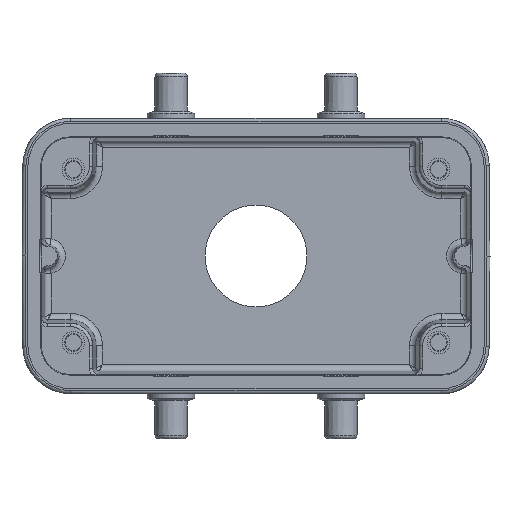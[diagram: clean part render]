
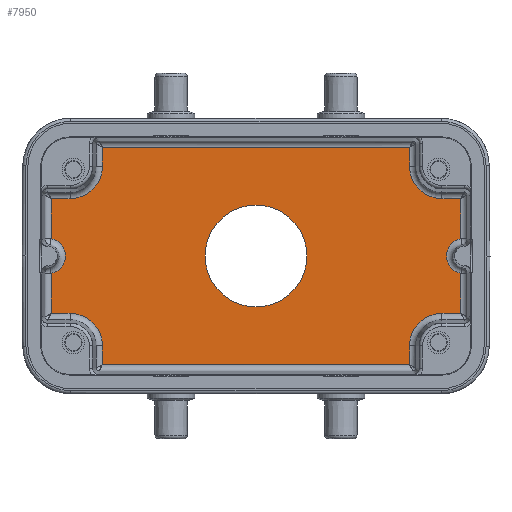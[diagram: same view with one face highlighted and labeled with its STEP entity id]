
A CAD part, front view. The second image highlights one B-rep face of the part: STEP entity #7950.
In plain terms, the highlighted planar face has unit normal (0, -1, 0).
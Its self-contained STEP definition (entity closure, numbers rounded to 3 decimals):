
#1033=CARTESIAN_POINT('',(32.5,19.35,0.));
#1034=DIRECTION('',(0.,-1.,0.));
#1035=DIRECTION('',(-0.2,0.,0.98));
#1036=AXIS2_PLACEMENT_3D('',#1033,#1034,#1035);
#1038=CARTESIAN_POINT('',(29.,19.35,-14.));
#1039=DIRECTION('',(0.,-1.,0.));
#1040=DIRECTION('',(0.,0.,1.));
#1041=AXIS2_PLACEMENT_3D('',#1038,#1039,#1040);
#1043=CARTESIAN_POINT('',(-29.,19.35,-14.));
#1044=DIRECTION('',(0.,-1.,0.));
#1045=DIRECTION('',(1.,0.,0.));
#1046=AXIS2_PLACEMENT_3D('',#1043,#1044,#1045);
#1048=CARTESIAN_POINT('',(-32.5,19.35,0.));
#1049=DIRECTION('',(0.,-1.,0.));
#1050=DIRECTION('',(0.2,0.,-0.98));
#1051=AXIS2_PLACEMENT_3D('',#1048,#1049,#1050);
#1053=CARTESIAN_POINT('',(-29.,19.35,14.));
#1054=DIRECTION('',(0.,-1.,0.));
#1055=DIRECTION('',(0.,0.,-1.));
#1056=AXIS2_PLACEMENT_3D('',#1053,#1054,#1055);
#1058=CARTESIAN_POINT('',(29.,19.35,14.));
#1059=DIRECTION('',(0.,-1.,0.));
#1060=DIRECTION('',(-1.,0.,0.));
#1061=AXIS2_PLACEMENT_3D('',#1058,#1059,#1060);
#1063=CARTESIAN_POINT('',(0.,19.35,0.));
#1064=DIRECTION('',(0.,-1.,0.));
#1065=DIRECTION('',(-1.,0.,0.));
#1066=AXIS2_PLACEMENT_3D('',#1063,#1064,#1065);
#1068=CARTESIAN_POINT('',(0.,19.35,0.));
#1069=DIRECTION('',(0.,-1.,0.));
#1070=DIRECTION('',(1.,0.,0.));
#1071=AXIS2_PLACEMENT_3D('',#1068,#1069,#1070);
#1082=DIRECTION('',(0.,0.,1.));
#1083=VECTOR('',#1082,6.23);
#1084=CARTESIAN_POINT('',(31.947,19.35,2.717));
#1085=LINE('',#1084,#1083);
#1757=DIRECTION('',(0.,0.,-1.));
#1758=VECTOR('',#1757,2.946);
#1759=CARTESIAN_POINT('',(-23.947,19.35,
-14.));
#1760=LINE('',#1759,#1758);
#1784=DIRECTION('',(1.,0.,0.));
#1785=VECTOR('',#1784,2.946);
#1786=CARTESIAN_POINT('',(-31.946,19.35,
-8.946));
#1787=LINE('',#1786,#1785);
#1820=DIRECTION('',(0.,0.,-1.));
#1821=VECTOR('',#1820,6.23);
#1822=CARTESIAN_POINT('',(-31.947,19.35,
-2.717));
#1823=LINE('',#1822,#1821);
#1917=DIRECTION('',(0.,0.,-1.));
#1918=VECTOR('',#1917,6.23);
#1919=CARTESIAN_POINT('',(-31.946,19.35,8.946));
#1920=LINE('',#1919,#1918);
#1948=DIRECTION('',(-1.,0.,0.));
#1949=VECTOR('',#1948,2.946);
#1950=CARTESIAN_POINT('',(-29.,19.35,8.947));
#1951=LINE('',#1950,#1949);
#1975=DIRECTION('',(0.,0.,-1.));
#1976=VECTOR('',#1975,2.946);
#1977=CARTESIAN_POINT('',(-23.946,19.35,16.946));
#1978=LINE('',#1977,#1976);
#2002=DIRECTION('',(-1.,0.,0.));
#2003=VECTOR('',#2002,47.893);
#2004=CARTESIAN_POINT('',(23.946,19.35,16.946));
#2005=LINE('',#2004,#2003);
#2033=DIRECTION('',(0.,0.,1.));
#2034=VECTOR('',#2033,2.946);
#2035=CARTESIAN_POINT('',(23.947,19.35,14.));
#2036=LINE('',#2035,#2034);
#2060=DIRECTION('',(-1.,0.,0.));
#2061=VECTOR('',#2060,2.946);
#2062=CARTESIAN_POINT('',(31.946,19.35,8.946));
#2063=LINE('',#2062,#2061);
#2087=DIRECTION('',(1.,0.,0.));
#2088=VECTOR('',#2087,47.893);
#2089=CARTESIAN_POINT('',(-23.946,19.35,
-16.946));
#2090=LINE('',#2089,#2088);
#2122=DIRECTION('',(0.,0.,1.));
#2123=VECTOR('',#2122,2.946);
#2124=CARTESIAN_POINT('',(23.946,19.35,-16.946));
#2125=LINE('',#2124,#2123);
#2977=DIRECTION('',(0.,0.,1.));
#2978=VECTOR('',#2977,6.23);
#2979=CARTESIAN_POINT('',(31.946,19.35,-8.946));
#2980=LINE('',#2979,#2978);
#3101=DIRECTION('',(1.,0.,0.));
#3102=VECTOR('',#3101,2.946);
#3103=CARTESIAN_POINT('',(29.,19.35,-8.947));
#3104=LINE('',#3103,#3102);
#5567=CARTESIAN_POINT('',(7.95,19.35,0.));
#5568=VERTEX_POINT('',#5567);
#5569=CARTESIAN_POINT('',(-7.95,19.35,0.));
#5570=VERTEX_POINT('',#5569);
#5571=CARTESIAN_POINT('',(31.947,19.35,2.717));
#5572=CARTESIAN_POINT('',(31.946,19.35,8.946));
#5573=VERTEX_POINT('',#5571);
#5574=VERTEX_POINT('',#5572);
#5575=CARTESIAN_POINT('',(31.946,19.35,-2.717));
#5576=VERTEX_POINT('',#5575);
#5577=CARTESIAN_POINT('',(31.946,19.35,-8.946));
#5578=VERTEX_POINT('',#5577);
#5579=CARTESIAN_POINT('',(29.,19.35,-8.947));
#5580=VERTEX_POINT('',#5579);
#5581=CARTESIAN_POINT('',(23.947,19.35,-14.));
#5582=VERTEX_POINT('',#5581);
#5583=CARTESIAN_POINT('',(23.946,19.35,-16.946));
#5584=VERTEX_POINT('',#5583);
#5585=CARTESIAN_POINT('',(-23.946,19.35,
-16.946));
#5586=VERTEX_POINT('',#5585);
#5587=CARTESIAN_POINT('',(-23.947,19.35,
-14.));
#5588=VERTEX_POINT('',#5587);
#5589=CARTESIAN_POINT('',(-29.,19.35,-8.947));
#5590=VERTEX_POINT('',#5589);
#5591=CARTESIAN_POINT('',(-31.946,19.35,
-8.946));
#5592=VERTEX_POINT('',#5591);
#5593=CARTESIAN_POINT('',(-31.947,19.35,
-2.717));
#5594=VERTEX_POINT('',#5593);
#5595=CARTESIAN_POINT('',(-31.946,19.35,2.717));
#5596=VERTEX_POINT('',#5595);
#5597=CARTESIAN_POINT('',(-31.946,19.35,8.946));
#5598=VERTEX_POINT('',#5597);
#5599=CARTESIAN_POINT('',(-29.,19.35,8.947));
#5600=VERTEX_POINT('',#5599);
#5601=CARTESIAN_POINT('',(-23.947,19.35,14.));
#5602=VERTEX_POINT('',#5601);
#5603=CARTESIAN_POINT('',(-23.946,19.35,16.946));
#5604=VERTEX_POINT('',#5603);
#5605=CARTESIAN_POINT('',(23.946,19.35,16.946));
#5606=VERTEX_POINT('',#5605);
#5607=CARTESIAN_POINT('',(23.947,19.35,14.));
#5608=VERTEX_POINT('',#5607);
#5609=CARTESIAN_POINT('',(29.,19.35,8.947));
#5610=VERTEX_POINT('',#5609);
#7899=CARTESIAN_POINT('',(0.,19.35,-21.5));
#7900=DIRECTION('',(0.,-1.,0.));
#7901=DIRECTION('',(0.,0.,-1.));
#7902=AXIS2_PLACEMENT_3D('',#7899,#7900,#7901);
#7903=PLANE('',#7902);
#7905=ORIENTED_EDGE('',*,*,#7904,.F.);
#7907=ORIENTED_EDGE('',*,*,#7906,.T.);
#7909=ORIENTED_EDGE('',*,*,#7908,.F.);
#7911=ORIENTED_EDGE('',*,*,#7910,.F.);
#7913=ORIENTED_EDGE('',*,*,#7912,.T.);
#7915=ORIENTED_EDGE('',*,*,#7914,.F.);
#7917=ORIENTED_EDGE('',*,*,#7916,.F.);
#7919=ORIENTED_EDGE('',*,*,#7918,.F.);
#7921=ORIENTED_EDGE('',*,*,#7920,.T.);
#7923=ORIENTED_EDGE('',*,*,#7922,.F.);
#7925=ORIENTED_EDGE('',*,*,#7924,.F.);
#7927=ORIENTED_EDGE('',*,*,#7926,.T.);
#7929=ORIENTED_EDGE('',*,*,#7928,.F.);
#7931=ORIENTED_EDGE('',*,*,#7930,.F.);
#7933=ORIENTED_EDGE('',*,*,#7932,.T.);
#7935=ORIENTED_EDGE('',*,*,#7934,.F.);
#7937=ORIENTED_EDGE('',*,*,#7936,.F.);
#7939=ORIENTED_EDGE('',*,*,#7938,.F.);
#7941=ORIENTED_EDGE('',*,*,#7940,.T.);
#7943=ORIENTED_EDGE('',*,*,#7942,.F.);
#7944=EDGE_LOOP('',(#7905,#7907,#7909,#7911,#7913,#7915,#7917,#7919,#7921,#7923,
#7925,#7927,#7929,#7931,#7933,#7935,#7937,#7939,#7941,#7943));
#7945=FACE_OUTER_BOUND('',#7944,.F.);
#7946=ORIENTED_EDGE('',*,*,#7879,.T.);
#7947=ORIENTED_EDGE('',*,*,#7893,.T.);
#7948=EDGE_LOOP('',(#7946,#7947));
#7949=FACE_BOUND('',#7948,.F.);
#7950=ADVANCED_FACE('',(#7945,#7949),#7903,.T.);
#1037=CIRCLE('',#1036,2.772);
#1042=CIRCLE('',#1041,5.053);
#1047=CIRCLE('',#1046,5.053);
#1052=CIRCLE('',#1051,2.772);
#1057=CIRCLE('',#1056,5.053);
#1062=CIRCLE('',#1061,5.053);
#1067=CIRCLE('',#1066,7.95);
#1072=CIRCLE('',#1071,7.95);
#7879=EDGE_CURVE('',#5570,#5568,#1067,.T.);
#7893=EDGE_CURVE('',#5568,#5570,#1072,.T.);
#7904=EDGE_CURVE('',#5573,#5574,#1085,.T.);
#7906=EDGE_CURVE('',#5573,#5576,#1037,.T.);
#7908=EDGE_CURVE('',#5578,#5576,#2980,.T.);
#7910=EDGE_CURVE('',#5580,#5578,#3104,.T.);
#7912=EDGE_CURVE('',#5580,#5582,#1042,.T.);
#7914=EDGE_CURVE('',#5584,#5582,#2125,.T.);
#7916=EDGE_CURVE('',#5586,#5584,#2090,.T.);
#7918=EDGE_CURVE('',#5588,#5586,#1760,.T.);
#7920=EDGE_CURVE('',#5588,#5590,#1047,.T.);
#7922=EDGE_CURVE('',#5592,#5590,#1787,.T.);
#7924=EDGE_CURVE('',#5594,#5592,#1823,.T.);
#7926=EDGE_CURVE('',#5594,#5596,#1052,.T.);
#7928=EDGE_CURVE('',#5598,#5596,#1920,.T.);
#7930=EDGE_CURVE('',#5600,#5598,#1951,.T.);
#7932=EDGE_CURVE('',#5600,#5602,#1057,.T.);
#7934=EDGE_CURVE('',#5604,#5602,#1978,.T.);
#7936=EDGE_CURVE('',#5606,#5604,#2005,.T.);
#7938=EDGE_CURVE('',#5608,#5606,#2036,.T.);
#7940=EDGE_CURVE('',#5608,#5610,#1062,.T.);
#7942=EDGE_CURVE('',#5574,#5610,#2063,.T.);
